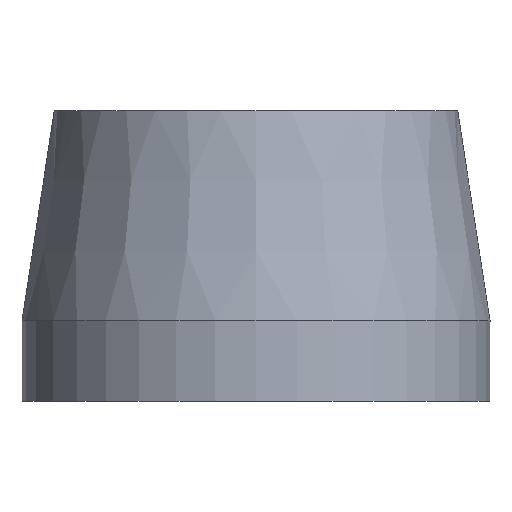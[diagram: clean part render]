
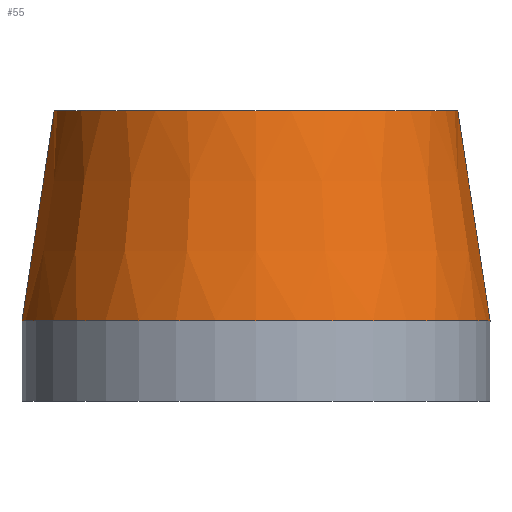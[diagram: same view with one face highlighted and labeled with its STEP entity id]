
A CAD part, front view. The second image highlights one B-rep face of the part: STEP entity #55.
In plain terms, the highlighted conical face has half-angle 8.746 degrees and reference radius 14.5 mm.
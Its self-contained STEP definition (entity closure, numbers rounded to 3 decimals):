
#55=ADVANCED_FACE('',(#107),#108,.T.);
#107=FACE_OUTER_BOUND('',#152,.T.);
#108=CONICAL_SURFACE('',#153,14.5,0.153);
#152=EDGE_LOOP('',(#241,#242,#243,#244));
#153=AXIS2_PLACEMENT_3D('',#245,#246,#247);
#241=ORIENTED_EDGE('',*,*,#284,.F.);
#242=ORIENTED_EDGE('',*,*,#295,.T.);
#243=ORIENTED_EDGE('',*,*,#285,.T.);
#244=ORIENTED_EDGE('',*,*,#297,.F.);
#245=CARTESIAN_POINT('',(0.0,0.0,5.));
#246=DIRECTION('',(-0.0,0.0,-1.0));
#247=DIRECTION('',(-1.0,0.0,0.0));
#284=EDGE_CURVE('',#336,#327,#338,.T.);
#285=EDGE_CURVE('',#335,#326,#339,.T.);
#295=EDGE_CURVE('',#336,#335,#351,.T.);
#297=EDGE_CURVE('',#327,#326,#353,.T.);
#326=VERTEX_POINT('',#382);
#327=VERTEX_POINT('',#383);
#335=VERTEX_POINT('',#393);
#336=VERTEX_POINT('',#394);
#338=LINE('',#396,#397);
#339=LINE('',#398,#399);
#351=CIRCLE('',#413,12.5);
#353=CIRCLE('',#415,14.5);
#382=CARTESIAN_POINT('',(-14.5,0.0,5.));
#383=CARTESIAN_POINT('',(14.5,0.,5.));
#393=CARTESIAN_POINT('',(-12.5,0.0,18.0));
#394=CARTESIAN_POINT('',(12.5,0.,18.0));
#396=CARTESIAN_POINT('',(14.5,0.,5.));
#397=VECTOR('',#464,1000.0);
#398=CARTESIAN_POINT('',(-14.5,0.0,5.));
#399=VECTOR('',#465,1000.0);
#413=AXIS2_PLACEMENT_3D('',#477,#478,#479);
#415=AXIS2_PLACEMENT_3D('',#480,#481,#482);
#464=DIRECTION('',(0.152,0.,-0.988));
#465=DIRECTION('',(-0.152,0.0,-0.988));
#477=CARTESIAN_POINT('',(0.0,0.0,18.0));
#478=DIRECTION('',(0.0,0.0,-1.0));
#479=DIRECTION('',(-1.0,0.0,0.0));
#480=CARTESIAN_POINT('',(0.0,0.0,5.));
#481=DIRECTION('',(0.0,0.0,-1.0));
#482=DIRECTION('',(-1.0,0.0,0.0));
